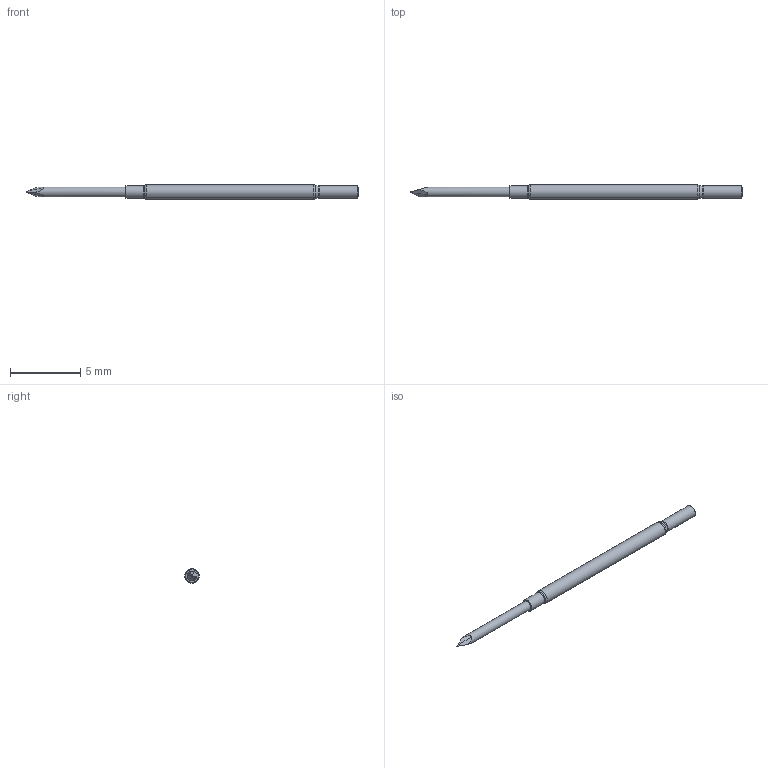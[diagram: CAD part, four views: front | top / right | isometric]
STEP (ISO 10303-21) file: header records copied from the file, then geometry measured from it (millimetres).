
FILE_DESCRIPTION (( 'STEP AP214' ), '1' );
FILE_NAME ('X50-16S63P.STEP', '2023-06-16T15:46:49', ( '' ), ( '' ), 'SwSTEP 2.0', 'SolidWorks 2020', '' );
FILE_SCHEMA (( 'AUTOMOTIVE_DESIGN' ));
Length unit declared in the file: inch
Products named in the file (1): X50-16S63P
Bounding box: 23.62 x 1.02 x 1.02 mm (x, y, z)
Volume: 14.9 mm3; surface area: 66.2 mm2
Topology: 1 solids, 1 shells, 20 faces, 42 edges, 25 vertices
Faces by surface type: bspline 6, cylinder 4, torus 4, cone 3, plane 3
Full cylindrical faces by diameter (mm): 0.691 x1, 0.856 x1, 0.894 x1, 1.021 x1
Entity records: 1575 total; most frequent: CARTESIAN_POINT 942, ORIENTED_EDGE 60, DIRECTION 54, EDGE_LOOP 32, EDGE_CURVE 30, FACE_OUTER_BOUND 28, AXIS2_PLACEMENT_3D 27, VERTEX_POINT 24
